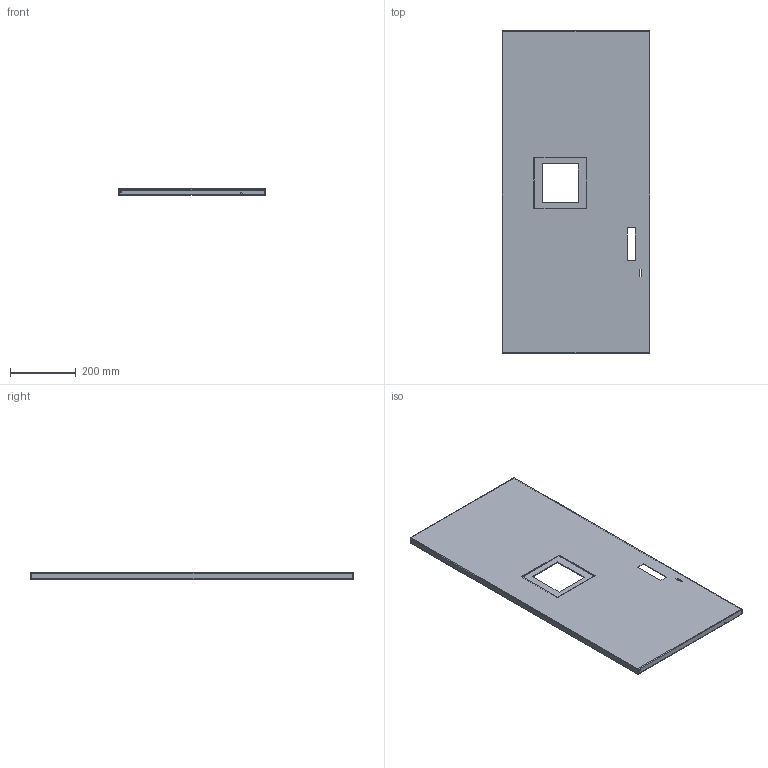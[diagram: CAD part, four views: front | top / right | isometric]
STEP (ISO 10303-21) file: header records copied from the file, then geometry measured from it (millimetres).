
FILE_DESCRIPTION (( 'STEP AP214' ), '1' );
FILE_NAME ('Pintu Atas.STEP', '2024-04-17T03:02:11', ( '' ), ( '' ), 'SwSTEP 2.0', 'SolidWorks 2022', '' );
FILE_SCHEMA (( 'AUTOMOTIVE_DESIGN' ));
Length unit declared in the file: millimetre
Products named in the file (1): Pintu Atas
Bounding box: 451 x 985 x 20 mm (x, y, z)
Volume: 1024368.6 mm3; surface area: 1016264 mm2
Topology: 1 solids, 1 shells, 81 faces, 209 edges, 120 vertices
Faces by surface type: plane 38, cylinder 33, sphere 10
Entity records: 2411 total; most frequent: DIRECTION 423, CARTESIAN_POINT 401, ORIENTED_EDGE 398, EDGE_CURVE 199, AXIS2_PLACEMENT_3D 142, VECTOR 139, LINE 139, VERTEX_POINT 120
